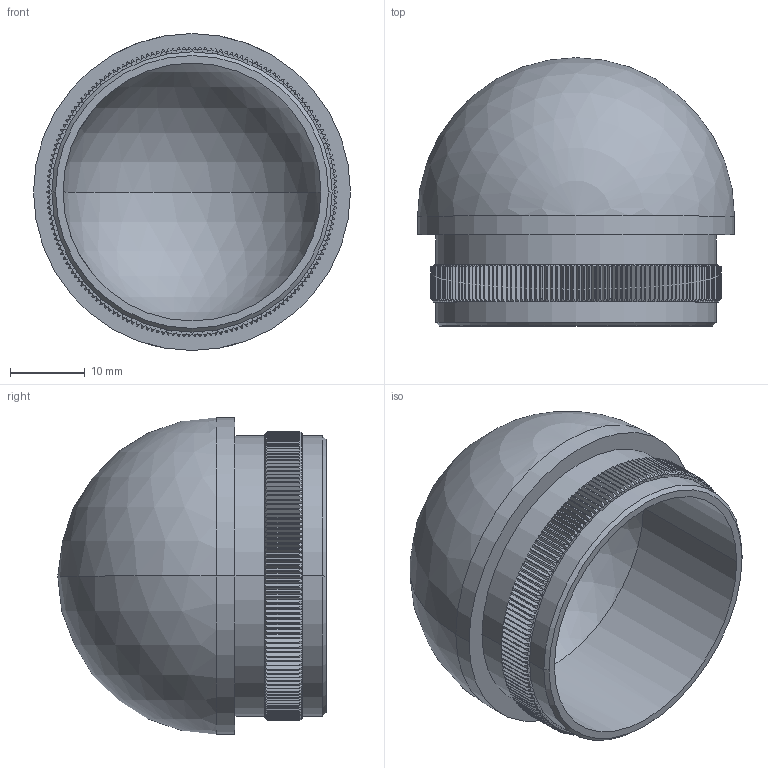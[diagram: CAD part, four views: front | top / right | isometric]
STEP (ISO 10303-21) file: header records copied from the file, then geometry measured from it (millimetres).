
FILE_DESCRIPTION (( 'STEP AP203' ), '1' );
FILE_NAME ('50270-240G.step', '2018-10-25T11:44:53', ( '' ), ( '' ), 'SwSTEP 2.0', 'SolidWorks 2015', '' );
FILE_SCHEMA (( 'CONFIG_CONTROL_DESIGN' ));
Length unit declared in the file: millimetre
Products named in the file (1): 50270-240G
Bounding box: 42.4 x 35.9 x 42.4 mm (x, y, z)
Volume: 12292.5 mm3; surface area: 9118.7 mm2
Topology: 1 solids, 1 shells, 1097 faces, 2863 edges, 1793 vertices
Faces by surface type: plane 449, cone 344, cylinder 205, bspline 95, sphere 4
Entity records: 38040 total; most frequent: CARTESIAN_POINT 12592, ORIENTED_EDGE 5718, DIRECTION 4766, EDGE_CURVE 2859, AXIS2_PLACEMENT_3D 1806, VERTEX_POINT 1791, VECTOR 1154, LINE 1154
